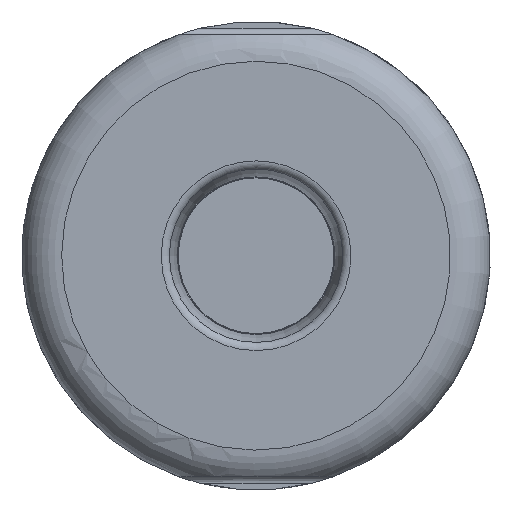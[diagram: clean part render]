
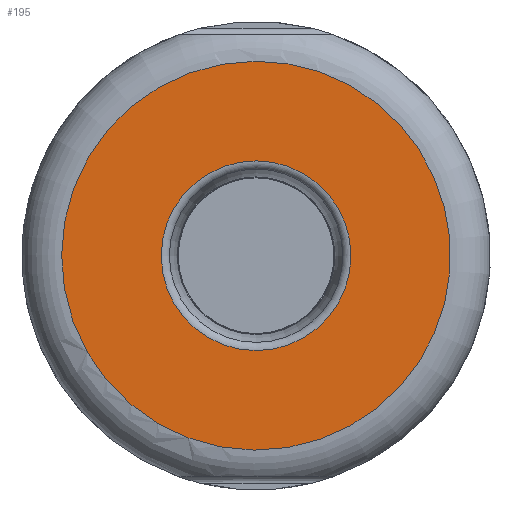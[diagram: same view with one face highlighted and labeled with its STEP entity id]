
A CAD part, front view. The second image highlights one B-rep face of the part: STEP entity #195.
In plain terms, the highlighted planar face has unit normal (0, -1, 0).
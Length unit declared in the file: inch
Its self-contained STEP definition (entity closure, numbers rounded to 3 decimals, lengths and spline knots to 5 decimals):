
#124=PLANE('',#972);
#195=ADVANCED_FACE('',(#364,#365),#124,.F.);
#364=FACE_BOUND('',#427,.T.);
#365=FACE_BOUND('',#428,.T.);
#427=EDGE_LOOP('',(#569));
#428=EDGE_LOOP('',(#570));
#569=ORIENTED_EDGE('',*,*,#818,.T.);
#570=ORIENTED_EDGE('',*,*,#807,.T.);
#720=VERTEX_POINT('',#1469);
#729=VERTEX_POINT('',#1521);
#807=EDGE_CURVE('',#720,#720,#886,.T.);
#818=EDGE_CURVE('',#729,#729,#895,.T.);
#886=CIRCLE('',#956,0.44);
#895=CIRCLE('',#971,0.21468);
#956=AXIS2_PLACEMENT_3D('',#1468,#1126,#1127);
#971=AXIS2_PLACEMENT_3D('',#1520,#1156,#1157);
#972=AXIS2_PLACEMENT_3D('',#1522,#1158,#1159);
#1126=DIRECTION('',(0.,-1.,0.));
#1127=DIRECTION('',(0.,0.,1.));
#1156=DIRECTION('',(0.,1.,0.));
#1157=DIRECTION('',(0.,0.,1.));
#1158=DIRECTION('',(0.,1.,0.));
#1159=DIRECTION('',(0.,0.,-1.));
#1468=CARTESIAN_POINT('',(0.,0.,0.));
#1469=CARTESIAN_POINT('',(0.,0.,0.44));
#1520=CARTESIAN_POINT('',(0.,0.,0.));
#1521=CARTESIAN_POINT('',(0.,0.,0.21468));
#1522=CARTESIAN_POINT('',(0.,0.,0.53));
